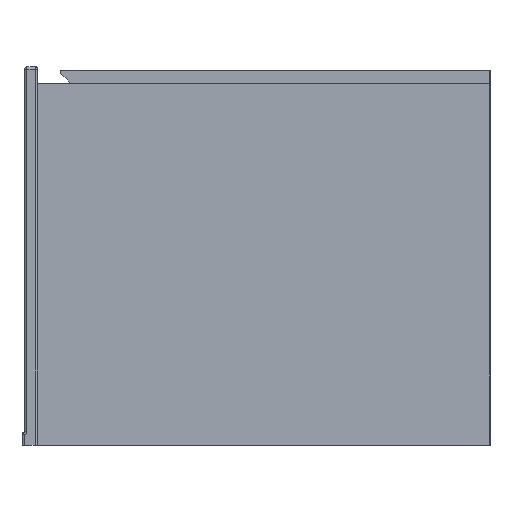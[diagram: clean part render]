
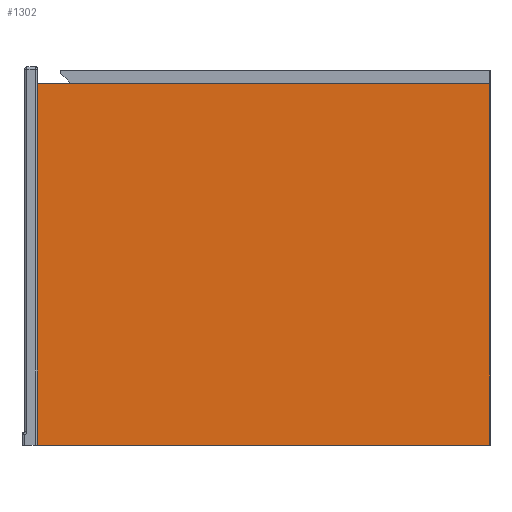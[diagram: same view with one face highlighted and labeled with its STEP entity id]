
A CAD part, left-side view. The second image highlights one B-rep face of the part: STEP entity #1302.
In plain terms, the highlighted planar face has unit normal (-1, 0, 0).
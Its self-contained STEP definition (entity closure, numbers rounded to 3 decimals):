
#42 = VERTEX_POINT ( 'NONE', #738 ) ;
#128 = CARTESIAN_POINT ( 'NONE',  ( -294., 275., 0. ) ) ;
#145 = LINE ( 'NONE', #4236, #4010 ) ;
#584 = CARTESIAN_POINT ( 'NONE',  ( -294., 275., 440. ) ) ;
#714 = EDGE_CURVE ( 'NONE', #42, #3752, #3977, .T. ) ;
#738 = CARTESIAN_POINT ( 'NONE',  ( -294., -275., 0. ) ) ;
#838 = DIRECTION ( 'NONE',  ( 0., 1., 0. ) ) ;
#884 = VECTOR ( 'NONE', #4004, 1000. ) ;
#942 = DIRECTION ( 'NONE',  ( 0., -1., 0. ) ) ;
#1091 = EDGE_CURVE ( 'NONE', #3075, #42, #2794, .T. ) ;
#1098 = VERTEX_POINT ( 'NONE', #1920 ) ;
#1217 = DIRECTION ( 'NONE',  ( 0., 1., 0. ) ) ;
#1285 = EDGE_LOOP ( 'NONE', ( #3985, #1824, #1751, #2919 ) ) ;
#1302 = ADVANCED_FACE ( 'NONE', ( #3292 ), #3411, .T. ) ;
#1384 = CARTESIAN_POINT ( 'NONE',  ( -294., -275., 440. ) ) ;
#1751 = ORIENTED_EDGE ( 'NONE', *, *, #3521, .T. ) ;
#1821 = VECTOR ( 'NONE', #1217, 1000. ) ;
#1824 = ORIENTED_EDGE ( 'NONE', *, *, #1091, .F. ) ;
#1920 = CARTESIAN_POINT ( 'NONE',  ( -294., 275., 440. ) ) ;
#2075 = VECTOR ( 'NONE', #838, 1000. ) ;
#2252 = CARTESIAN_POINT ( 'NONE',  ( -294., 275., 440. ) ) ;
#2263 = CARTESIAN_POINT ( 'NONE',  ( -294., -275., 440. ) ) ;
#2747 = DIRECTION ( 'NONE',  ( 0., 0., -1. ) ) ;
#2794 = LINE ( 'NONE', #2263, #884 ) ;
#2919 = ORIENTED_EDGE ( 'NONE', *, *, #3062, .T. ) ;
#3040 = AXIS2_PLACEMENT_3D ( 'NONE', #584, #4463, #942 ) ;
#3062 = EDGE_CURVE ( 'NONE', #1098, #3752, #145, .T. ) ;
#3075 = VERTEX_POINT ( 'NONE', #1384 ) ;
#3292 = FACE_OUTER_BOUND ( 'NONE', #1285, .T. ) ;
#3411 = PLANE ( 'NONE',  #3040 ) ;
#3521 = EDGE_CURVE ( 'NONE', #3075, #1098, #3575, .T. ) ;
#3575 = LINE ( 'NONE', #2252, #2075 ) ;
#3752 = VERTEX_POINT ( 'NONE', #4406 ) ;
#3977 = LINE ( 'NONE', #128, #1821 ) ;
#3985 = ORIENTED_EDGE ( 'NONE', *, *, #714, .F. ) ;
#4004 = DIRECTION ( 'NONE',  ( 0., 0., -1. ) ) ;
#4010 = VECTOR ( 'NONE', #2747, 1000. ) ;
#4236 = CARTESIAN_POINT ( 'NONE',  ( -294., 275., 440. ) ) ;
#4406 = CARTESIAN_POINT ( 'NONE',  ( -294., 275., 0. ) ) ;
#4463 = DIRECTION ( 'NONE',  ( -1., 0., 0. ) ) ;
